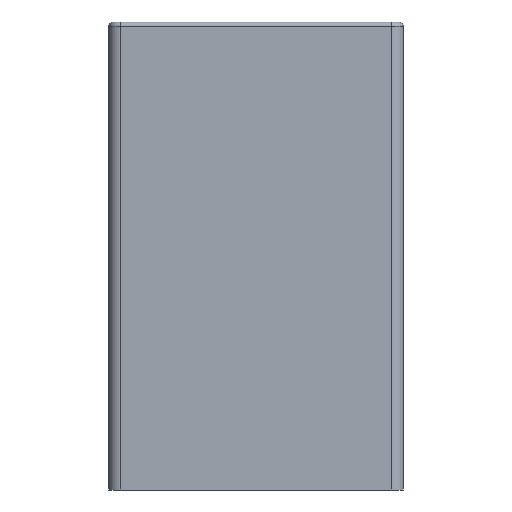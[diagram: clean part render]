
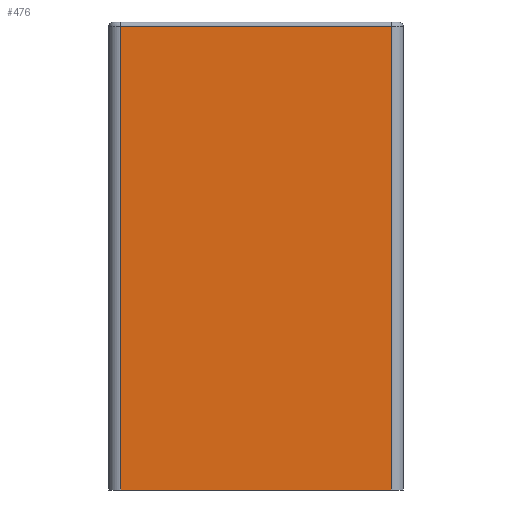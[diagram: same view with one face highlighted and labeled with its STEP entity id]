
A CAD part, front view. The second image highlights one B-rep face of the part: STEP entity #476.
In plain terms, the highlighted planar face has unit normal (0, -1, 0).
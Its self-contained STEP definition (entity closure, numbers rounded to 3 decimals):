
#8 = ORIENTED_EDGE ( 'NONE', *, *, #3012, .T. ) ;
#389 = VECTOR ( 'NONE', #1086, 1000. ) ;
#476 = ADVANCED_FACE ( 'NONE', ( #4323 ), #2066, .T. ) ;
#493 = VECTOR ( 'NONE', #4421, 1000. ) ;
#756 = EDGE_CURVE ( 'NONE', #4209, #1778, #5240, .T. ) ;
#822 = VERTEX_POINT ( 'NONE', #5203 ) ;
#1075 = ORIENTED_EDGE ( 'NONE', *, *, #756, .T. ) ;
#1086 = DIRECTION ( 'NONE',  ( -1., 0., 0. ) ) ;
#1199 = LINE ( 'NONE', #1690, #493 ) ;
#1291 = EDGE_CURVE ( 'NONE', #822, #3402, #1199, .T. ) ;
#1297 = DIRECTION ( 'NONE',  ( 0., -1., 0. ) ) ;
#1683 = DIRECTION ( 'NONE',  ( 0., 0., -1. ) ) ;
#1689 = CARTESIAN_POINT ( 'NONE',  ( 56.075, -36.38, 28. ) ) ;
#1690 = CARTESIAN_POINT ( 'NONE',  ( -56.425, -36.38, -288.788 ) ) ;
#1778 = VERTEX_POINT ( 'NONE', #1689 ) ;
#1888 = EDGE_LOOP ( 'NONE', ( #1075, #8, #4674, #5244 ) ) ;
#2066 = PLANE ( 'NONE',  #4357 ) ;
#2082 = VECTOR ( 'NONE', #3908, 1000. ) ;
#2246 = CARTESIAN_POINT ( 'NONE',  ( -56.425, -36.38, -164.7 ) ) ;
#2399 = LINE ( 'NONE', #4497, #389 ) ;
#2733 = DIRECTION ( 'NONE',  ( -1., 0., 0. ) ) ;
#2903 = CARTESIAN_POINT ( 'NONE',  ( 56.075, -36.38, -164.7 ) ) ;
#3012 = EDGE_CURVE ( 'NONE', #1778, #822, #5109, .T. ) ;
#3022 = EDGE_CURVE ( 'NONE', #4209, #3402, #2399, .T. ) ;
#3298 = VECTOR ( 'NONE', #2733, 1000. ) ;
#3402 = VERTEX_POINT ( 'NONE', #2246 ) ;
#3544 = CARTESIAN_POINT ( 'NONE',  ( 0., -36.38, -288.788 ) ) ;
#3908 = DIRECTION ( 'NONE',  ( 0., 0., 1. ) ) ;
#4209 = VERTEX_POINT ( 'NONE', #2903 ) ;
#4323 = FACE_OUTER_BOUND ( 'NONE', #1888, .T. ) ;
#4357 = AXIS2_PLACEMENT_3D ( 'NONE', #3544, #1297, #1683 ) ;
#4421 = DIRECTION ( 'NONE',  ( 0., 0., -1. ) ) ;
#4497 = CARTESIAN_POINT ( 'NONE',  ( 56.075, -36.38, -164.7 ) ) ;
#4674 = ORIENTED_EDGE ( 'NONE', *, *, #1291, .T. ) ;
#5109 = LINE ( 'NONE', #5569, #3298 ) ;
#5203 = CARTESIAN_POINT ( 'NONE',  ( -56.425, -36.38, 28. ) ) ;
#5240 = LINE ( 'NONE', #5672, #2082 ) ;
#5244 = ORIENTED_EDGE ( 'NONE', *, *, #3022, .F. ) ;
#5569 = CARTESIAN_POINT ( 'NONE',  ( 0., -36.38, 28. ) ) ;
#5672 = CARTESIAN_POINT ( 'NONE',  ( 56.075, -36.38, 0. ) ) ;
